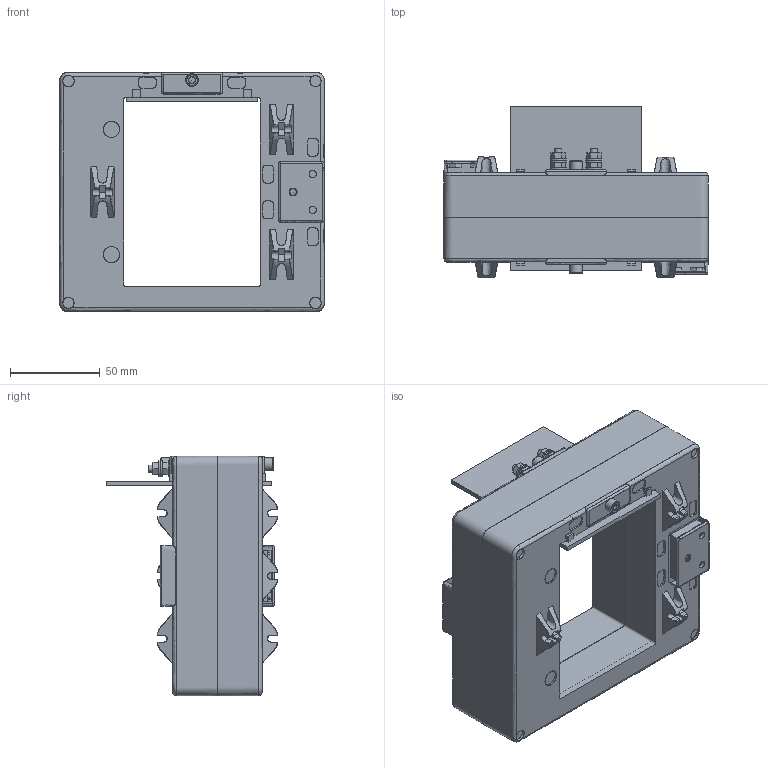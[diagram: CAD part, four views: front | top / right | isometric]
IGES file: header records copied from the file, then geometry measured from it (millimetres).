
Global section: file name: 82HTAT107 Vertical busbar.igs; native system: Rhinoceros ( Jul 17 2013 ); preprocessor: Trout Lake IGES 012 Jul 17 2013; date: 151124.085013; units: millimetre
Bounding box: 148 x 95.69 x 134 mm (x, y, z)
Surface area: 167692.1 mm2 (no closed solid volume)
Topology: 0 solids, 0 shells, 1162 faces, 21844 edges, 21622 vertices
Faces by surface type: bspline 1162
